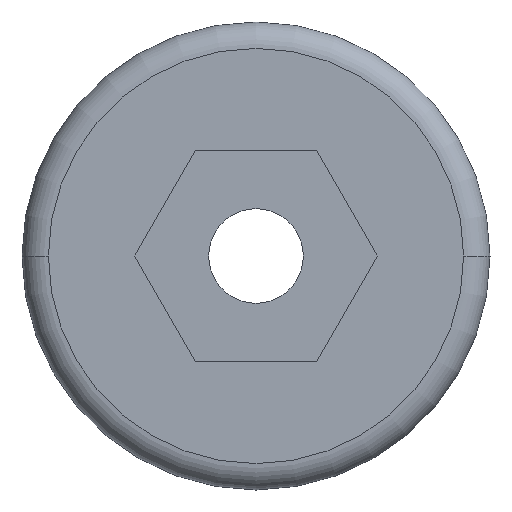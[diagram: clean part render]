
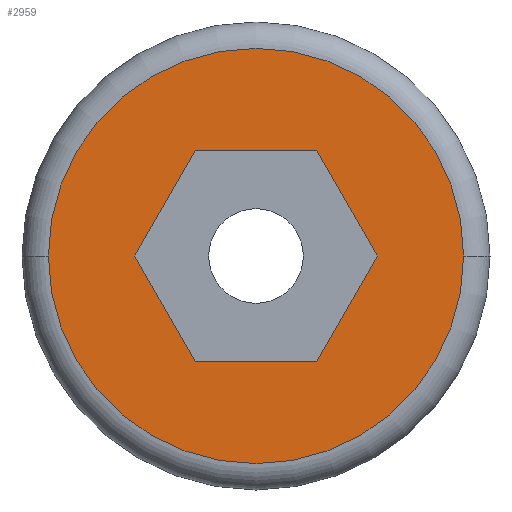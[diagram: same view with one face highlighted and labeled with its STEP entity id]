
A CAD part, left-side view. The second image highlights one B-rep face of the part: STEP entity #2959.
In plain terms, the highlighted planar face has unit normal (-1, 0, 0).
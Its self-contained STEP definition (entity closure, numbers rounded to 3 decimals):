
#1282=DIRECTION('',(0.,-0.5,0.866));
#1283=VECTOR('',#1282,1.166);
#1284=CARTESIAN_POINT('',(-2.43,1.166,0.));
#1285=LINE('',#1284,#1283);
#1286=DIRECTION('',(0.,0.5,0.866));
#1287=VECTOR('',#1286,1.166);
#1288=CARTESIAN_POINT('',(-2.43,0.583,-1.01));
#1289=LINE('',#1288,#1287);
#1290=DIRECTION('',(0.,1.,0.));
#1291=VECTOR('',#1290,1.166);
#1292=CARTESIAN_POINT('',(-2.43,-0.583,-1.01));
#1293=LINE('',#1292,#1291);
#1294=DIRECTION('',(0.,0.5,-0.866));
#1295=VECTOR('',#1294,1.166);
#1296=CARTESIAN_POINT('',(-2.43,-1.166,0.));
#1297=LINE('',#1296,#1295);
#1298=DIRECTION('',(0.,-0.5,-0.866));
#1299=VECTOR('',#1298,1.166);
#1300=CARTESIAN_POINT('',(-2.43,-0.583,1.01));
#1301=LINE('',#1300,#1299);
#1302=DIRECTION('',(0.,-1.,0.));
#1303=VECTOR('',#1302,1.166);
#1304=CARTESIAN_POINT('',(-2.43,0.583,1.01));
#1305=LINE('',#1304,#1303);
#1306=CARTESIAN_POINT('',(-2.43,0.,0.));
#1307=DIRECTION('',(-1.,0.,0.));
#1308=DIRECTION('',(0.,1.,0.));
#1309=AXIS2_PLACEMENT_3D('',#1306,#1307,#1308);
#1311=CARTESIAN_POINT('',(-2.43,0.,0.));
#1312=DIRECTION('',(-1.,0.,0.));
#1313=DIRECTION('',(0.,-1.,0.));
#1314=AXIS2_PLACEMENT_3D('',#1311,#1312,#1313);
#1471=CARTESIAN_POINT('',(-2.43,1.166,0.));
#1472=CARTESIAN_POINT('',(-2.43,0.583,1.01));
#1473=VERTEX_POINT('',#1471);
#1474=VERTEX_POINT('',#1472);
#1475=CARTESIAN_POINT('',(-2.43,-0.583,1.01));
#1476=VERTEX_POINT('',#1475);
#1477=CARTESIAN_POINT('',(-2.43,-1.166,0.));
#1478=VERTEX_POINT('',#1477);
#1479=CARTESIAN_POINT('',(-2.43,-0.583,-1.01));
#1480=VERTEX_POINT('',#1479);
#1481=CARTESIAN_POINT('',(-2.43,0.583,-1.01));
#1482=VERTEX_POINT('',#1481);
#1483=CARTESIAN_POINT('',(-2.43,1.996,0.));
#1484=CARTESIAN_POINT('',(-2.43,-1.996,0.));
#1485=VERTEX_POINT('',#1483);
#1486=VERTEX_POINT('',#1484);
#2935=CARTESIAN_POINT('',(-2.43,0.,0.));
#2936=DIRECTION('',(1.,0.,0.));
#2937=DIRECTION('',(0.,-1.,0.));
#2938=AXIS2_PLACEMENT_3D('',#2935,#2936,#2937);
#2939=PLANE('',#2938);
#2941=ORIENTED_EDGE('',*,*,#2940,.F.);
#2942=ORIENTED_EDGE('',*,*,#2925,.F.);
#2943=EDGE_LOOP('',(#2941,#2942));
#2944=FACE_OUTER_BOUND('',#2943,.F.);
#2946=ORIENTED_EDGE('',*,*,#2945,.F.);
#2948=ORIENTED_EDGE('',*,*,#2947,.F.);
#2950=ORIENTED_EDGE('',*,*,#2949,.F.);
#2952=ORIENTED_EDGE('',*,*,#2951,.F.);
#2954=ORIENTED_EDGE('',*,*,#2953,.F.);
#2956=ORIENTED_EDGE('',*,*,#2955,.F.);
#2957=EDGE_LOOP('',(#2946,#2948,#2950,#2952,#2954,#2956));
#2958=FACE_BOUND('',#2957,.F.);
#1310=CIRCLE('',#1309,1.996);
#1315=CIRCLE('',#1314,1.996);
#2925=EDGE_CURVE('',#1486,#1485,#1315,.T.);
#2940=EDGE_CURVE('',#1485,#1486,#1310,.T.);
#2945=EDGE_CURVE('',#1473,#1474,#1285,.T.);
#2947=EDGE_CURVE('',#1482,#1473,#1289,.T.);
#2949=EDGE_CURVE('',#1480,#1482,#1293,.T.);
#2951=EDGE_CURVE('',#1478,#1480,#1297,.T.);
#2953=EDGE_CURVE('',#1476,#1478,#1301,.T.);
#2955=EDGE_CURVE('',#1474,#1476,#1305,.T.);
#2959=ADVANCED_FACE('',(#2944,#2958),#2939,.F.);
